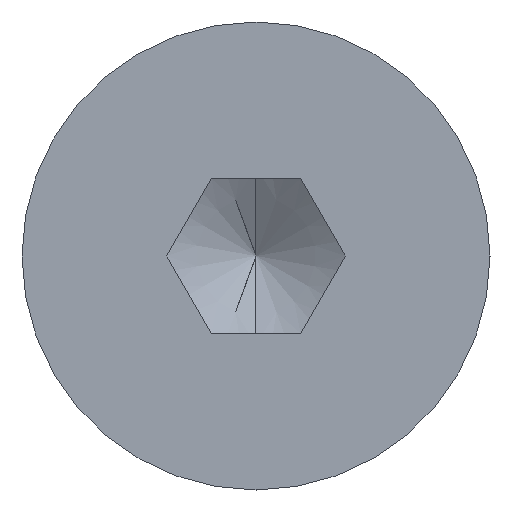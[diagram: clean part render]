
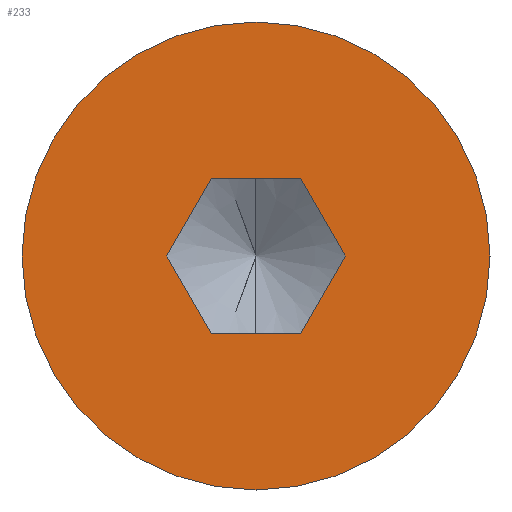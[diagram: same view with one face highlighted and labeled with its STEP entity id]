
A CAD part, left-side view. The second image highlights one B-rep face of the part: STEP entity #233.
In plain terms, the highlighted planar face has unit normal (-1, 0, 0).
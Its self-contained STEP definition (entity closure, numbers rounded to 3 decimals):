
#9 = AXIS2_PLACEMENT_3D ( 'NONE', #339, #937, #442 ) ;
#28 = FACE_BOUND ( 'NONE', #188, .T. ) ;
#55 = ORIENTED_EDGE ( 'NONE', *, *, #631, .F. ) ;
#57 = CARTESIAN_POINT ( 'NONE',  ( 0., 0.718, 1.244 ) ) ;
#73 = DIRECTION ( 'NONE',  ( 0., 0.5, 0.866 ) ) ;
#98 = ORIENTED_EDGE ( 'NONE', *, *, #670, .F. ) ;
#111 = CARTESIAN_POINT ( 'NONE',  ( 0., -3.765, 0. ) ) ;
#113 = VERTEX_POINT ( 'NONE', #905 ) ;
#122 = AXIS2_PLACEMENT_3D ( 'NONE', #553, #1059, #652 ) ;
#124 = LINE ( 'NONE', #519, #605 ) ;
#136 = ORIENTED_EDGE ( 'NONE', *, *, #622, .F. ) ;
#157 = VERTEX_POINT ( 'NONE', #907 ) ;
#188 = EDGE_LOOP ( 'NONE', ( #818, #55, #136, #784, #446, #766 ) ) ;
#233 = ADVANCED_FACE ( 'NONE', ( #28, #917 ), #1003, .F. ) ;
#274 = ORIENTED_EDGE ( 'NONE', *, *, #510, .F. ) ;
#322 = LINE ( 'NONE', #533, #909 ) ;
#331 = CARTESIAN_POINT ( 'NONE',  ( 0., -0.718, -1.244 ) ) ;
#338 = DIRECTION ( 'NONE',  ( 1., 0., 0. ) ) ;
#339 = CARTESIAN_POINT ( 'NONE',  ( 0., 0., 0. ) ) ;
#362 = LINE ( 'NONE', #715, #619 ) ;
#381 = CARTESIAN_POINT ( 'NONE',  ( 0., 0.718, 1.244 ) ) ;
#387 = VERTEX_POINT ( 'NONE', #796 ) ;
#442 = DIRECTION ( 'NONE',  ( 0., -1., 0. ) ) ;
#446 = ORIENTED_EDGE ( 'NONE', *, *, #606, .F. ) ;
#457 = VECTOR ( 'NONE', #923, 1000. ) ;
#492 = AXIS2_PLACEMENT_3D ( 'NONE', #870, #338, #936 ) ;
#494 = LINE ( 'NONE', #57, #915 ) ;
#510 = EDGE_CURVE ( 'NONE', #1048, #554, #685, .T. ) ;
#519 = CARTESIAN_POINT ( 'NONE',  ( 0., 1.437, 1.244 ) ) ;
#533 = CARTESIAN_POINT ( 'NONE',  ( 0., -1.437, 0. ) ) ;
#553 = CARTESIAN_POINT ( 'NONE',  ( 0., 1.437, 0. ) ) ;
#554 = VERTEX_POINT ( 'NONE', #111 ) ;
#575 = EDGE_LOOP ( 'NONE', ( #98, #274 ) ) ;
#594 = LINE ( 'NONE', #331, #792 ) ;
#605 = VECTOR ( 'NONE', #1031, 1000. ) ;
#606 = EDGE_CURVE ( 'NONE', #387, #1019, #124, .T. ) ;
#613 = EDGE_CURVE ( 'NONE', #1019, #661, #494, .T. ) ;
#619 = VECTOR ( 'NONE', #986, 1000. ) ;
#622 = EDGE_CURVE ( 'NONE', #661, #962, #1054, .T. ) ;
#631 = EDGE_CURVE ( 'NONE', #962, #157, #362, .T. ) ;
#652 = DIRECTION ( 'NONE',  ( 0., 1., 0. ) ) ;
#660 = EDGE_CURVE ( 'NONE', #157, #113, #594, .T. ) ;
#661 = VERTEX_POINT ( 'NONE', #932 ) ;
#664 = EDGE_CURVE ( 'NONE', #113, #387, #322, .T. ) ;
#670 = EDGE_CURVE ( 'NONE', #554, #1048, #970, .T. ) ;
#685 = CIRCLE ( 'NONE', #9, 3.765 ) ;
#701 = DIRECTION ( 'NONE',  ( 0., 0.5, -0.866 ) ) ;
#715 = CARTESIAN_POINT ( 'NONE',  ( 0., 1.437, -1.244 ) ) ;
#766 = ORIENTED_EDGE ( 'NONE', *, *, #664, .F. ) ;
#784 = ORIENTED_EDGE ( 'NONE', *, *, #613, .F. ) ;
#788 = CARTESIAN_POINT ( 'NONE',  ( 0., 1.437, 0. ) ) ;
#792 = VECTOR ( 'NONE', #799, 1000. ) ;
#796 = CARTESIAN_POINT ( 'NONE',  ( 0., -0.718, 1.244 ) ) ;
#799 = DIRECTION ( 'NONE',  ( 0., -0.5, 0.866 ) ) ;
#818 = ORIENTED_EDGE ( 'NONE', *, *, #660, .F. ) ;
#825 = CARTESIAN_POINT ( 'NONE',  ( 0., 0.718, -1.244 ) ) ;
#839 = CARTESIAN_POINT ( 'NONE',  ( 0., 3.765, 0. ) ) ;
#870 = CARTESIAN_POINT ( 'NONE',  ( 0., 0., 0. ) ) ;
#905 = CARTESIAN_POINT ( 'NONE',  ( 0., -1.437, 0. ) ) ;
#907 = CARTESIAN_POINT ( 'NONE',  ( 0., -0.718, -1.244 ) ) ;
#909 = VECTOR ( 'NONE', #73, 1000. ) ;
#915 = VECTOR ( 'NONE', #701, 1000. ) ;
#917 = FACE_OUTER_BOUND ( 'NONE', #575, .T. ) ;
#923 = DIRECTION ( 'NONE',  ( 0., -0.5, -0.866 ) ) ;
#932 = CARTESIAN_POINT ( 'NONE',  ( 0., 1.437, 0. ) ) ;
#936 = DIRECTION ( 'NONE',  ( 0., -1., 0. ) ) ;
#937 = DIRECTION ( 'NONE',  ( 1., 0., 0. ) ) ;
#962 = VERTEX_POINT ( 'NONE', #825 ) ;
#970 = CIRCLE ( 'NONE', #492, 3.765 ) ;
#986 = DIRECTION ( 'NONE',  ( 0., -1., 0. ) ) ;
#1003 = PLANE ( 'NONE',  #122 ) ;
#1019 = VERTEX_POINT ( 'NONE', #381 ) ;
#1031 = DIRECTION ( 'NONE',  ( 0., 1., 0. ) ) ;
#1048 = VERTEX_POINT ( 'NONE', #839 ) ;
#1054 = LINE ( 'NONE', #788, #457 ) ;
#1059 = DIRECTION ( 'NONE',  ( 1., 0., 0. ) ) ;
